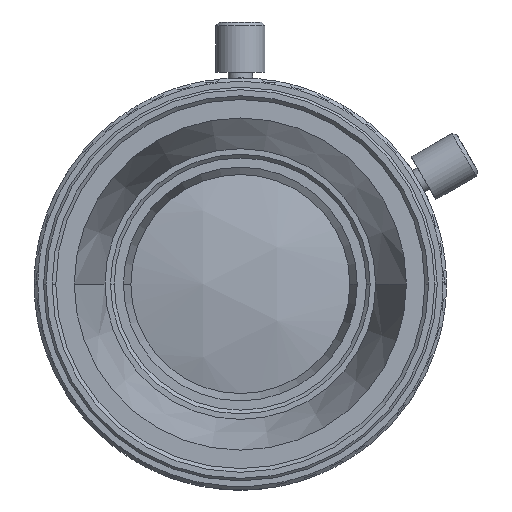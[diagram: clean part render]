
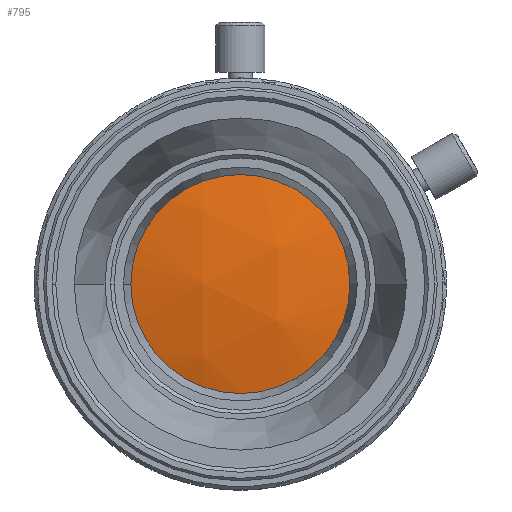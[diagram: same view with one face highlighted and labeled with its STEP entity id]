
A CAD part, front view. The second image highlights one B-rep face of the part: STEP entity #795.
In plain terms, the highlighted spherical face has radius 34 mm.
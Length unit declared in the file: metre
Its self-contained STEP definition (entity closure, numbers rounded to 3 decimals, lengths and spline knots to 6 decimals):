
#795=ADVANCED_FACE('0:5132',(#2666),#2667,.T.);
#2666=FACE_OUTER_BOUND('',#5073,.T.);
#2667=SPHERICAL_SURFACE('',#5074,0.034);
#5073=EDGE_LOOP('',(#11083,#11084,#11085));
#5074=AXIS2_PLACEMENT_3D('',#11086,#11087,#11088);
#11083=ORIENTED_EDGE('',*,*,#16406,.T.);
#11084=ORIENTED_EDGE('',*,*,#16524,.T.);
#11085=ORIENTED_EDGE('',*,*,#16407,.T.);
#11086=CARTESIAN_POINT('',(0.,-0.010346,0.));
#11087=DIRECTION('',(1.0,0.,0.0));
#11088=DIRECTION('',(0.0,0.0,-1.0));
#16406=EDGE_CURVE('0:6770',#19951,#19949,#19952,.T.);
#16407=EDGE_CURVE('0:6770',#19945,#19951,#19953,.T.);
#16524=EDGE_CURVE('0:6770',#19949,#19945,#20136,.T.);
#19945=VERTEX_POINT('',#24801);
#19949=VERTEX_POINT('',#24806);
#19951=VERTEX_POINT('NONE',#24809);
#19952=CIRCLE('',#24810,0.0089);
#19953=CIRCLE('',#24811,0.0089);
#20136=CIRCLE('',#25096,0.0089);
#24801=CARTESIAN_POINT('',(0.0089,-0.04316,0.));
#24806=CARTESIAN_POINT('',(-0.0089,-0.04316,0.));
#24809=CARTESIAN_POINT('',(0.,-0.04316,0.0089));
#24810=AXIS2_PLACEMENT_3D('',#30474,#30475,#30476);
#24811=AXIS2_PLACEMENT_3D('',#30477,#30478,#30479);
#25096=AXIS2_PLACEMENT_3D('',#30726,#30727,#30728);
#30474=CARTESIAN_POINT('',(0.,-0.04316,0.));
#30475=DIRECTION('',(0.0,-1.0,0.0));
#30476=DIRECTION('',(1.0,0.0,0.0));
#30477=CARTESIAN_POINT('',(0.,-0.04316,0.));
#30478=DIRECTION('',(0.0,-1.0,0.0));
#30479=DIRECTION('',(1.0,0.0,0.0));
#30726=CARTESIAN_POINT('',(0.,-0.04316,0.));
#30727=DIRECTION('',(0.0,-1.0,0.0));
#30728=DIRECTION('',(1.0,0.0,0.0));
